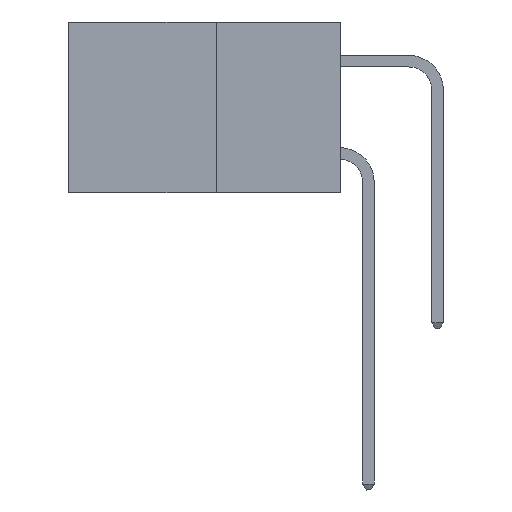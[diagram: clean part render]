
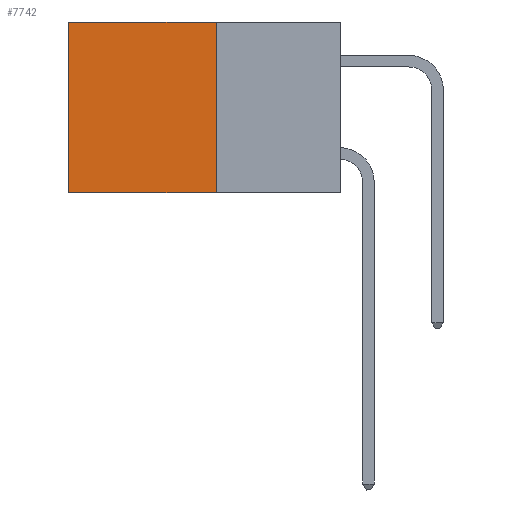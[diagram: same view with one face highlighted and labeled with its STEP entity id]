
A CAD part, left-side view. The second image highlights one B-rep face of the part: STEP entity #7742.
In plain terms, the highlighted planar face has unit normal (-1, 0, 0).
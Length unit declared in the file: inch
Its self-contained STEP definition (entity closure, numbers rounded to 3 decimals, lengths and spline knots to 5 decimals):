
#361 = VECTOR ( 'NONE', #8621, 39.37008 ) ;
#474 = VERTEX_POINT ( 'NONE', #10157 ) ;
#1316 = LINE ( 'NONE', #5092, #6692 ) ;
#1618 = DIRECTION ( 'NONE',  ( 0., 1., 0. ) ) ;
#1684 = EDGE_LOOP ( 'NONE', ( #6209, #11461, #3834, #11777 ) ) ;
#1747 = DIRECTION ( 'NONE',  ( 1., 0., 0. ) ) ;
#2302 = VECTOR ( 'NONE', #5483, 39.37008 ) ;
#2441 = VERTEX_POINT ( 'NONE', #5852 ) ;
#2486 = EDGE_CURVE ( 'NONE', #2441, #12471, #1316, .T. ) ;
#2545 = EDGE_CURVE ( 'NONE', #474, #6109, #3373, .T. ) ;
#3373 = LINE ( 'NONE', #8441, #361 ) ;
#3714 = PLANE ( 'NONE',  #10069 ) ;
#3834 = ORIENTED_EDGE ( 'NONE', *, *, #2486, .F. ) ;
#4617 = EDGE_CURVE ( 'NONE', #2441, #474, #12011, .T. ) ;
#5092 = CARTESIAN_POINT ( 'NONE',  ( 0.277, 0.27, -0.37 ) ) ;
#5227 = DIRECTION ( 'NONE',  ( 0., 0., -1. ) ) ;
#5271 = LINE ( 'NONE', #6509, #2302 ) ;
#5483 = DIRECTION ( 'NONE',  ( 0., 1., 0. ) ) ;
#5852 = CARTESIAN_POINT ( 'NONE',  ( 0.277, 0.27, 0. ) ) ;
#6109 = VERTEX_POINT ( 'NONE', #8842 ) ;
#6209 = ORIENTED_EDGE ( 'NONE', *, *, #2545, .T. ) ;
#6458 = VECTOR ( 'NONE', #1618, 39.37008 ) ;
#6509 = CARTESIAN_POINT ( 'NONE',  ( 0.277, 0.27, -0.37 ) ) ;
#6692 = VECTOR ( 'NONE', #5227, 39.37008 ) ;
#7742 = ADVANCED_FACE ( 'NONE', ( #10418 ), #3714, .F. ) ;
#7780 = CARTESIAN_POINT ( 'NONE',  ( 0.277, 0.27, -0.37 ) ) ;
#8441 = CARTESIAN_POINT ( 'NONE',  ( 0.277, 0.59, -0.37 ) ) ;
#8621 = DIRECTION ( 'NONE',  ( 0., 0., -1. ) ) ;
#8782 = DIRECTION ( 'NONE',  ( 0., 0., -1. ) ) ;
#8842 = CARTESIAN_POINT ( 'NONE',  ( 0.277, 0.59, -0.37 ) ) ;
#9216 = CARTESIAN_POINT ( 'NONE',  ( 0.277, 0.27, -0.37 ) ) ;
#9649 = CARTESIAN_POINT ( 'NONE',  ( 0.277, 0.27, 0. ) ) ;
#10069 = AXIS2_PLACEMENT_3D ( 'NONE', #7780, #1747, #8782 ) ;
#10157 = CARTESIAN_POINT ( 'NONE',  ( 0.277, 0.59, 0. ) ) ;
#10418 = FACE_OUTER_BOUND ( 'NONE', #1684, .T. ) ;
#10779 = EDGE_CURVE ( 'NONE', #12471, #6109, #5271, .T. ) ;
#11461 = ORIENTED_EDGE ( 'NONE', *, *, #10779, .F. ) ;
#11777 = ORIENTED_EDGE ( 'NONE', *, *, #4617, .T. ) ;
#12011 = LINE ( 'NONE', #9649, #6458 ) ;
#12471 = VERTEX_POINT ( 'NONE', #9216 ) ;
